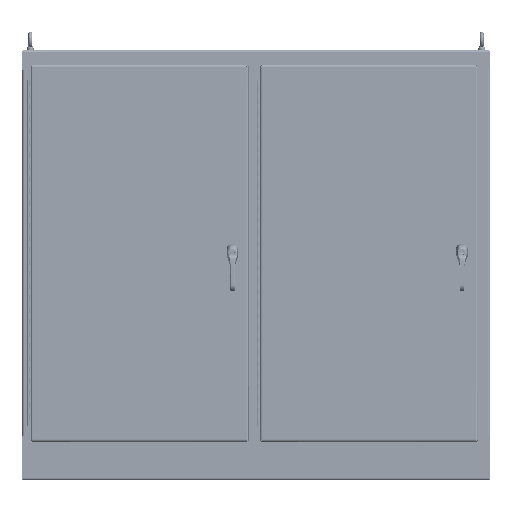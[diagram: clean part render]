
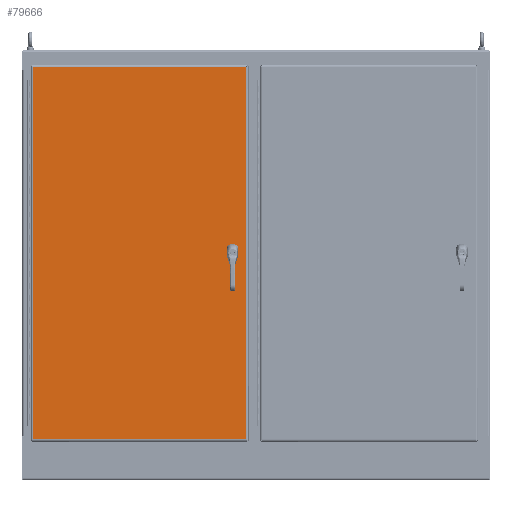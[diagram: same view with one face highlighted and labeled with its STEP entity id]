
A CAD part, top view. The second image highlights one B-rep face of the part: STEP entity #79666.
In plain terms, the highlighted planar face has unit normal (0, 0, 1).
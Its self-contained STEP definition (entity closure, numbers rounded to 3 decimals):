
#3956=FACE_BOUND('',#12834,.T.);
#3957=FACE_BOUND('',#12835,.T.);
#3958=FACE_BOUND('',#12836,.T.);
#3959=FACE_BOUND('',#12837,.T.);
#5088=PLANE('',#87710);
#7985=FACE_OUTER_BOUND('',#12833,.T.);
#12833=EDGE_LOOP('',(#59771,#59772,#59773,#59774));
#12834=EDGE_LOOP('',(#59775,#59776,#59777,#59778,#59779,#59780,#59781,#59782));
#12835=EDGE_LOOP('',(#59783));
#12836=EDGE_LOOP('',(#59784));
#12837=EDGE_LOOP('',(#59785));
#17644=CIRCLE('',#87669,0.453);
#17646=CIRCLE('',#87673,0.453);
#17648=CIRCLE('',#87677,0.453);
#17650=CIRCLE('',#87681,0.453);
#17651=CIRCLE('',#87683,0.14);
#17653=CIRCLE('',#87686,0.14);
#17655=CIRCLE('',#87689,0.14);
#22462=LINE('',#155259,#28336);
#22466=LINE('',#155271,#28340);
#22470=LINE('',#155283,#28344);
#22474=LINE('',#155295,#28348);
#22506=LINE('',#155532,#28380);
#22514=LINE('',#155595,#28388);
#22528=LINE('',#155805,#28402);
#22529=LINE('',#155807,#28403);
#28336=VECTOR('',#101658,0.394);
#28340=VECTOR('',#101670,0.394);
#28344=VECTOR('',#101682,0.394);
#28348=VECTOR('',#101694,0.394);
#28380=VECTOR('',#101768,0.394);
#28388=VECTOR('',#101784,0.394);
#28402=VECTOR('',#101810,0.394);
#28403=VECTOR('',#101813,0.394);
#34766=VERTEX_POINT('',#155256);
#34767=VERTEX_POINT('',#155258);
#34769=VERTEX_POINT('',#155264);
#34771=VERTEX_POINT('',#155270);
#34773=VERTEX_POINT('',#155276);
#34775=VERTEX_POINT('',#155282);
#34777=VERTEX_POINT('',#155288);
#34779=VERTEX_POINT('',#155294);
#34780=VERTEX_POINT('',#155301);
#34782=VERTEX_POINT('',#155307);
#34784=VERTEX_POINT('',#155313);
#34804=VERTEX_POINT('',#155397);
#34809=VERTEX_POINT('',#155481);
#34811=VERTEX_POINT('',#155521);
#34818=VERTEX_POINT('',#155594);
#43692=EDGE_CURVE('',#34767,#34766,#22462,.T.);
#43695=EDGE_CURVE('',#34769,#34767,#17644,.T.);
#43698=EDGE_CURVE('',#34771,#34769,#22466,.T.);
#43701=EDGE_CURVE('',#34773,#34771,#17646,.T.);
#43704=EDGE_CURVE('',#34775,#34773,#22470,.T.);
#43707=EDGE_CURVE('',#34777,#34775,#17648,.T.);
#43710=EDGE_CURVE('',#34779,#34777,#22474,.T.);
#43713=EDGE_CURVE('',#34766,#34779,#17650,.T.);
#43714=EDGE_CURVE('',#34780,#34780,#17651,.T.);
#43717=EDGE_CURVE('',#34782,#34782,#17653,.T.);
#43720=EDGE_CURVE('',#34784,#34784,#17655,.T.);
#43758=EDGE_CURVE('',#34809,#34811,#22506,.T.);
#43769=EDGE_CURVE('',#34818,#34804,#22514,.T.);
#43793=EDGE_CURVE('',#34804,#34809,#22528,.T.);
#43794=EDGE_CURVE('',#34811,#34818,#22529,.T.);
#59771=ORIENTED_EDGE('',*,*,#43793,.T.);
#59772=ORIENTED_EDGE('',*,*,#43758,.T.);
#59773=ORIENTED_EDGE('',*,*,#43794,.T.);
#59774=ORIENTED_EDGE('',*,*,#43769,.T.);
#59775=ORIENTED_EDGE('',*,*,#43692,.T.);
#59776=ORIENTED_EDGE('',*,*,#43713,.T.);
#59777=ORIENTED_EDGE('',*,*,#43710,.T.);
#59778=ORIENTED_EDGE('',*,*,#43707,.T.);
#59779=ORIENTED_EDGE('',*,*,#43704,.T.);
#59780=ORIENTED_EDGE('',*,*,#43701,.T.);
#59781=ORIENTED_EDGE('',*,*,#43698,.T.);
#59782=ORIENTED_EDGE('',*,*,#43695,.T.);
#59783=ORIENTED_EDGE('',*,*,#43714,.T.);
#59784=ORIENTED_EDGE('',*,*,#43717,.T.);
#59785=ORIENTED_EDGE('',*,*,#43720,.T.);
#79666=ADVANCED_FACE('',(#7985,#3956,#3957,#3958,#3959),#5088,.T.);
#87669=AXIS2_PLACEMENT_3D('',#155265,#101664,#101665);
#87673=AXIS2_PLACEMENT_3D('',#155277,#101676,#101677);
#87677=AXIS2_PLACEMENT_3D('',#155289,#101688,#101689);
#87681=AXIS2_PLACEMENT_3D('',#155299,#101700,#101701);
#87683=AXIS2_PLACEMENT_3D('',#155302,#101704,#101705);
#87686=AXIS2_PLACEMENT_3D('',#155308,#101711,#101712);
#87689=AXIS2_PLACEMENT_3D('',#155314,#101718,#101719);
#87710=AXIS2_PLACEMENT_3D('',#155806,#101811,#101812);
#101658=DIRECTION('',(0.,1.,0.));
#101664=DIRECTION('center_axis',(0.,0.,-1.));
#101665=DIRECTION('ref_axis',(-0.882,-0.471,0.));
#101670=DIRECTION('',(-1.,0.,0.));
#101676=DIRECTION('center_axis',(0.,0.,-1.));
#101677=DIRECTION('ref_axis',(0.471,-0.882,0.));
#101682=DIRECTION('',(0.,-1.,0.));
#101688=DIRECTION('center_axis',(0.,0.,-1.));
#101689=DIRECTION('ref_axis',(0.882,0.471,0.));
#101694=DIRECTION('',(1.,0.,0.));
#101700=DIRECTION('center_axis',(0.,0.,-1.));
#101701=DIRECTION('ref_axis',(-0.471,0.882,0.));
#101704=DIRECTION('center_axis',(0.,0.,-1.));
#101705=DIRECTION('ref_axis',(-1.,0.,0.));
#101711=DIRECTION('center_axis',(0.,0.,-1.));
#101712=DIRECTION('ref_axis',(-1.,0.,0.));
#101718=DIRECTION('center_axis',(0.,0.,-1.));
#101719=DIRECTION('ref_axis',(-1.,0.,0.));
#101768=DIRECTION('',(1.,0.,0.));
#101784=DIRECTION('',(-1.,0.,0.));
#101810=DIRECTION('',(0.,-1.,0.));
#101811=DIRECTION('center_axis',(0.,0.,1.));
#101812=DIRECTION('ref_axis',(1.,0.,0.));
#101813=DIRECTION('',(0.,1.,0.));
#155256=CARTESIAN_POINT('',(15.163,0.214,0.134));
#155258=CARTESIAN_POINT('',(15.163,-0.214,0.134));
#155259=CARTESIAN_POINT('',(15.163,0.107,0.134));
#155264=CARTESIAN_POINT('',(15.349,-0.4,0.134));
#155265=CARTESIAN_POINT('Origin',(15.563,0.,0.134));
#155270=CARTESIAN_POINT('',(15.776,-0.4,0.134));
#155271=CARTESIAN_POINT('',(7.674,-0.399,0.134));
#155276=CARTESIAN_POINT('',(15.962,-0.214,0.134));
#155277=CARTESIAN_POINT('Origin',(15.562,0.,
0.134));
#155282=CARTESIAN_POINT('',(15.962,0.214,0.134));
#155283=CARTESIAN_POINT('',(15.962,-0.107,0.134));
#155288=CARTESIAN_POINT('',(15.776,0.399,0.134));
#155289=CARTESIAN_POINT('Origin',(15.562,0.,
0.134));
#155294=CARTESIAN_POINT('',(15.349,0.4,0.134));
#155295=CARTESIAN_POINT('',(7.888,0.4,0.134));
#155299=CARTESIAN_POINT('Origin',(15.563,0.,
0.134));
#155301=CARTESIAN_POINT('',(15.702,0.885,0.134));
#155302=CARTESIAN_POINT('Origin',(15.562,0.885,0.134));
#155307=CARTESIAN_POINT('',(15.702,-0.886,0.134));
#155308=CARTESIAN_POINT('Origin',(15.562,-0.886,0.134));
#155313=CARTESIAN_POINT('',(15.702,-1.378,0.134));
#155314=CARTESIAN_POINT('Origin',(15.562,-1.378,0.134));
#155397=CARTESIAN_POINT('',(-17.975,31.241,0.134));
#155481=CARTESIAN_POINT('',(-17.975,-31.241,0.134));
#155521=CARTESIAN_POINT('',(17.866,-31.241,0.134));
#155532=CARTESIAN_POINT('',(-9.125,-31.241,0.134));
#155594=CARTESIAN_POINT('',(17.866,31.241,0.134));
#155595=CARTESIAN_POINT('',(8.933,31.241,0.134));
#155805=CARTESIAN_POINT('',(-17.975,15.621,0.134));
#155806=CARTESIAN_POINT('Origin',(0.,0.,
0.134));
#155807=CARTESIAN_POINT('',(17.866,-15.621,0.134));
